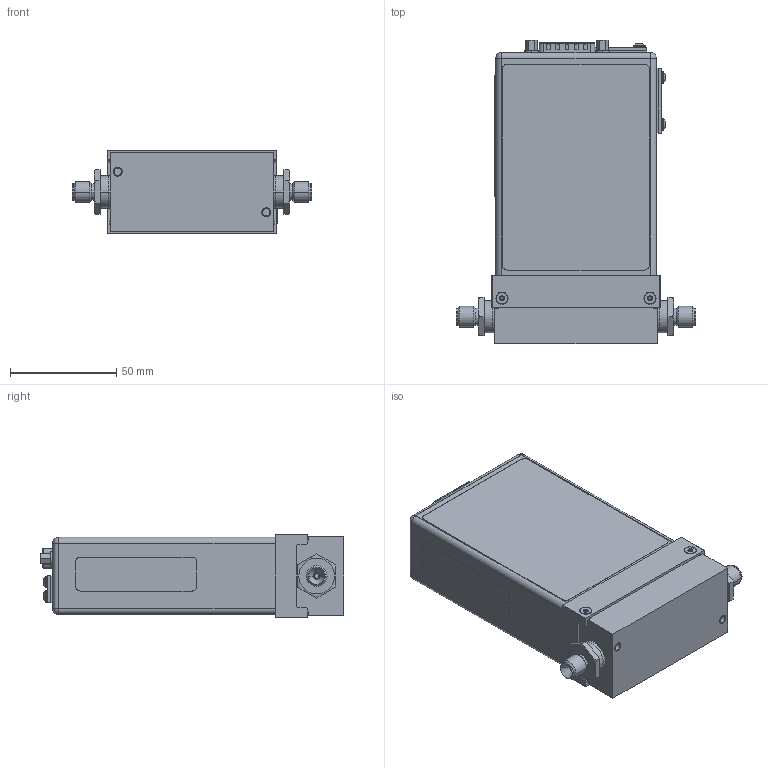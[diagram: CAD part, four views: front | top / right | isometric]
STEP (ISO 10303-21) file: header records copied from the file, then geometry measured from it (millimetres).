
FILE_DESCRIPTION((''),'2;1');
FILE_NAME('IE50A_4VCR_15-PIN_4-20MA_ASM','2013-10-24T',('cockrofm'),('MKS Instruments, Inc.'),'PRO/ENGINEER BY PARAMETRIC TECHNOLOGY CORPORATION, 2009060','PRO/ENGINEER BY PARAMETRIC TECHNOLOGY CORPORATION, 2009060','');
FILE_SCHEMA(('AUTOMOTIVE_DESIGN { 1 2 10303 214 0 1 1 1 }'));
Length unit declared in the file: inch
Products named in the file (19): 1049100_DUMMY_BLANK; 1048244_FLANGE; 1050213_ENCLOSURE; 1050523_WELDMENT_ASM; 1051501_ENCLOSURE; 1051502_WELDMENT_ASM; 1046660_FOR_RJ45; 1046661_PLATE_COVER; 1051195-001; 1048649_15-PIN_CONN; 1048642_STANDOFF_4-40; 1046660_FOR_SWITCHES; 1050727_PLATE_COVER; 1048485_LABEL; 1048486_LABEL_REAR; 119937-P9_LARGE-SINGLE; 1051209; 1051904_FITTING; IE50A_4VCR_15-PIN_4-20MA_ASM
Assembly tree (34 placements, depth 3):
  IE50A_4VCR_15-PIN_4-20MA_ASM
    1049100_DUMMY_BLANK
    1050523_WELDMENT_ASM
      1048244_FLANGE
      1050213_ENCLOSURE
    1051502_WELDMENT_ASM
      1048244_FLANGE
      1051501_ENCLOSURE
    1046660_FOR_RJ45
    1046661_PLATE_COVER
    1051195-001  x8
    1048649_15-PIN_CONN  x2
    1048642_STANDOFF_4-40  x4
    1046660_FOR_SWITCHES
    1050727_PLATE_COVER
    1048485_LABEL
    1048486_LABEL_REAR
    119937-P9_LARGE-SINGLE
    1051209  x4
    1051904_FITTING  x2
Bounding box: 112.78 x 142.7 x 39.47 mm (x, y, z)
Volume: 134593.7 mm3; surface area: 173281.6 mm2
Topology: 40 solids, 46 shells, 1904 faces, 4530 edges, 2726 vertices
Faces by surface type: plane 720, cylinder 640, bspline 174, cone 168, torus 106, extrusion 64, sphere 32
Entity records: 33980 total; most frequent: CARTESIAN_POINT 6979, DIRECTION 4268, ORIENTED_EDGE 3892, EDGE_CURVE 1958, PRESENTATION_STYLE_ASSIGNMENT 1707, AXIS2_PLACEMENT_3D 1606, STYLED_ITEM 1499, CURVE_STYLE 1484
